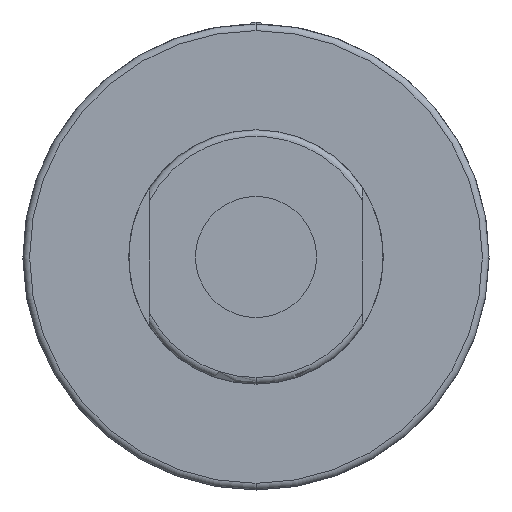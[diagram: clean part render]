
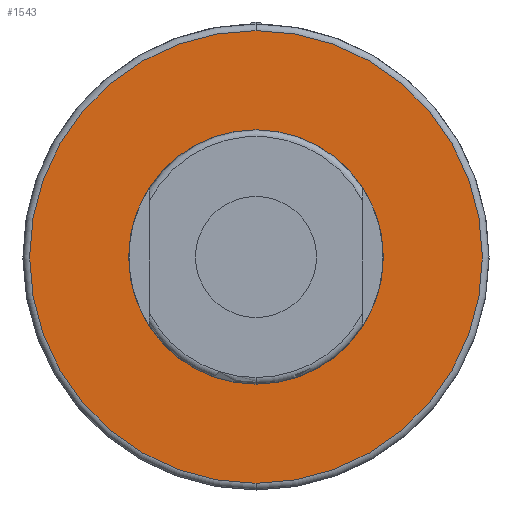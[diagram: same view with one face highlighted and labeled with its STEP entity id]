
A CAD part, front view. The second image highlights one B-rep face of the part: STEP entity #1543.
In plain terms, the highlighted planar face has unit normal (0, -1, 0).
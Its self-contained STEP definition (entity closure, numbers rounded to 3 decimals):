
#32 = AXIS2_PLACEMENT_3D ( 'NONE', #1032, #1036, #1044 ) ;
#186 = CARTESIAN_POINT ( 'NONE',  ( 0., -184.5, -34. ) ) ;
#237 = DIRECTION ( 'NONE',  ( 0., -1., 0. ) ) ;
#430 = EDGE_CURVE ( 'NONE', #1583, #842, #1278, .T. ) ;
#518 = CARTESIAN_POINT ( 'NONE',  ( 0., -184.5, 0. ) ) ;
#580 = AXIS2_PLACEMENT_3D ( 'NONE', #518, #237, #2267 ) ;
#645 = PLANE ( 'NONE',  #762 ) ;
#762 = AXIS2_PLACEMENT_3D ( 'NONE', #1309, #2248, #854 ) ;
#789 = EDGE_CURVE ( 'NONE', #1749, #2306, #1193, .T. ) ;
#842 = VERTEX_POINT ( 'NONE', #1222 ) ;
#854 = DIRECTION ( 'NONE',  ( 0., 0., -1. ) ) ;
#885 = FACE_OUTER_BOUND ( 'NONE', #926, .T. ) ;
#887 = FACE_BOUND ( 'NONE', #2121, .T. ) ;
#911 = AXIS2_PLACEMENT_3D ( 'NONE', #1053, #1066, #1070 ) ;
#926 = EDGE_LOOP ( 'NONE', ( #1887, #1876 ) ) ;
#940 = CARTESIAN_POINT ( 'NONE',  ( 0., -184.5, 0. ) ) ;
#971 = CIRCLE ( 'NONE', #2098, 34. ) ;
#1032 = CARTESIAN_POINT ( 'NONE',  ( 0., -184.5, 0. ) ) ;
#1036 = DIRECTION ( 'NONE',  ( 0., -1., 0. ) ) ;
#1044 = DIRECTION ( 'NONE',  ( 0., 0., -1. ) ) ;
#1053 = CARTESIAN_POINT ( 'NONE',  ( 0., -184.5, 0. ) ) ;
#1066 = DIRECTION ( 'NONE',  ( 0., -1., 0. ) ) ;
#1070 = DIRECTION ( 'NONE',  ( 0., 0., -1. ) ) ;
#1083 = CIRCLE ( 'NONE', #911, 19.1 ) ;
#1163 = EDGE_CURVE ( 'NONE', #842, #1583, #1083, .T. ) ;
#1179 = CARTESIAN_POINT ( 'NONE',  ( 0., -184.5, 34. ) ) ;
#1193 = CIRCLE ( 'NONE', #32, 34. ) ;
#1222 = CARTESIAN_POINT ( 'NONE',  ( 0., -184.5, 19.1 ) ) ;
#1278 = CIRCLE ( 'NONE', #580, 19.1 ) ;
#1309 = CARTESIAN_POINT ( 'NONE',  ( 0., -184.5, 0. ) ) ;
#1337 = EDGE_CURVE ( 'NONE', #2306, #1749, #971, .T. ) ;
#1543 = ADVANCED_FACE ( 'NONE', ( #885, #887 ), #645, .T. ) ;
#1583 = VERTEX_POINT ( 'NONE', #1776 ) ;
#1718 = DIRECTION ( 'NONE',  ( 0., 0., -1. ) ) ;
#1749 = VERTEX_POINT ( 'NONE', #1179 ) ;
#1776 = CARTESIAN_POINT ( 'NONE',  ( 0., -184.5, -19.1 ) ) ;
#1780 = ORIENTED_EDGE ( 'NONE', *, *, #1163, .F. ) ;
#1876 = ORIENTED_EDGE ( 'NONE', *, *, #789, .T. ) ;
#1887 = ORIENTED_EDGE ( 'NONE', *, *, #1337, .T. ) ;
#1893 = ORIENTED_EDGE ( 'NONE', *, *, #430, .F. ) ;
#1989 = DIRECTION ( 'NONE',  ( 0., -1., 0. ) ) ;
#2098 = AXIS2_PLACEMENT_3D ( 'NONE', #940, #1989, #1718 ) ;
#2121 = EDGE_LOOP ( 'NONE', ( #1780, #1893 ) ) ;
#2248 = DIRECTION ( 'NONE',  ( 0., -1., 0. ) ) ;
#2267 = DIRECTION ( 'NONE',  ( 0., 0., -1. ) ) ;
#2306 = VERTEX_POINT ( 'NONE', #186 ) ;
